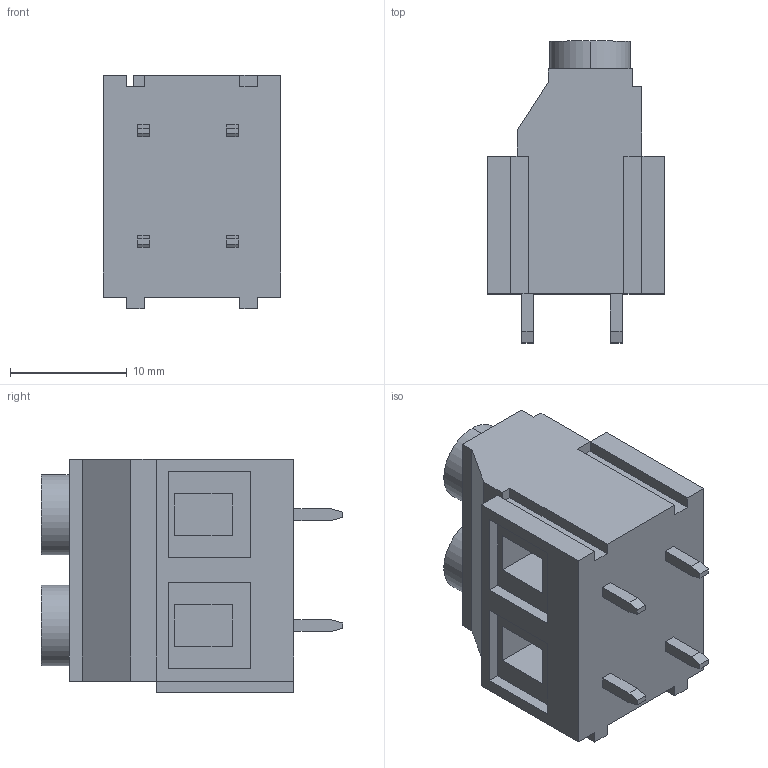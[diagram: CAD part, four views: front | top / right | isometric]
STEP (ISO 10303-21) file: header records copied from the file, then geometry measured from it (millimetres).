
FILE_DESCRIPTION (( 'STEP AP203' ), '1' );
FILE_NAME ('MODÜLER BASKILI DEVRE KLEMENSI - 9,52 MM - 2 LI.STEP', '2018-10-02T12:09:49', ( 'user' ), ( '' ), 'SwSTEP 2.0', 'SolidWorks 2016', '' );
FILE_SCHEMA (( 'CONFIG_CONTROL_DESIGN' ));
Length unit declared in the file: millimetre
Products named in the file (1): MODÜLER BASKILI DEVRE KLEMENSI - 9,52 MM - 2 LI
Bounding box: 15.22 x 25.9 x 20.04 mm (x, y, z)
Volume: 4294.2 mm3; surface area: 2636.7 mm2
Topology: 1 solids, 1 shells, 107 faces, 278 edges, 185 vertices
Faces by surface type: plane 99, cylinder 8
Entity records: 3305 total; most frequent: CARTESIAN_POINT 571, ORIENTED_EDGE 556, DIRECTION 518, EDGE_CURVE 278, LINE 254, VECTOR 254, VERTEX_POINT 185, AXIS2_PLACEMENT_3D 132
